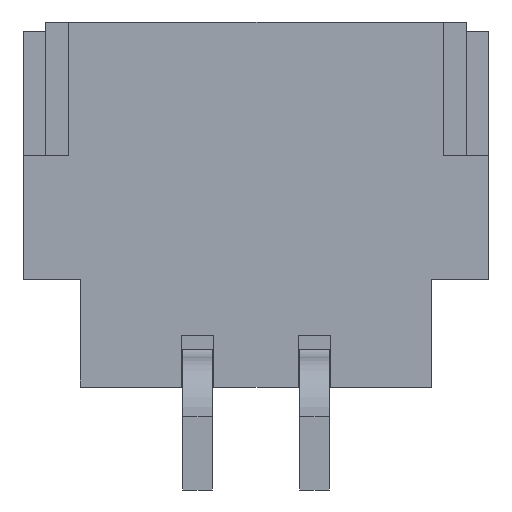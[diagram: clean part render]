
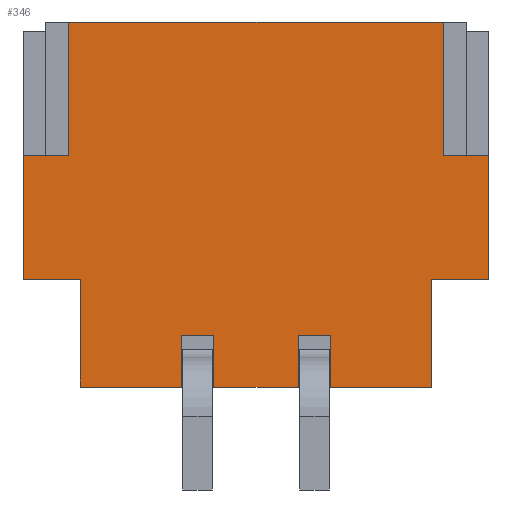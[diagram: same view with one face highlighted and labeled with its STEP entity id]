
A CAD part, front view. The second image highlights one B-rep face of the part: STEP entity #346.
In plain terms, the highlighted planar face has unit normal (0, -1, 0).
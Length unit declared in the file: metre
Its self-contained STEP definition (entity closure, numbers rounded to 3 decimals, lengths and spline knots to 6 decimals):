
#346 = ADVANCED_FACE( '', ( #703 ), #704, .F. );
#703 = FACE_OUTER_BOUND( '', #1080, .T. );
#704 = PLANE( '', #1081 );
#1080 = EDGE_LOOP( '', ( #1964, #1965, #1966, #1967, #1968, #1969, #1970, #1971, #1972, #1973, #1974, #1975, #1976, #1977, #1978, #1979, #1980, #1981, #1982, #1983 ) );
#1081 = AXIS2_PLACEMENT_3D( '', #1984, #1985, #1986 );
#1964 = ORIENTED_EDGE( '', *, *, #2435, .T. );
#1965 = ORIENTED_EDGE( '', *, *, #2489, .F. );
#1966 = ORIENTED_EDGE( '', *, *, #2254, .T. );
#1967 = ORIENTED_EDGE( '', *, *, #2365, .T. );
#1968 = ORIENTED_EDGE( '', *, *, #2529, .T. );
#1969 = ORIENTED_EDGE( '', *, *, #2215, .T. );
#1970 = ORIENTED_EDGE( '', *, *, #2400, .T. );
#1971 = ORIENTED_EDGE( '', *, *, #2467, .T. );
#1972 = ORIENTED_EDGE( '', *, *, #2553, .T. );
#1973 = ORIENTED_EDGE( '', *, *, #2303, .T. );
#1974 = ORIENTED_EDGE( '', *, *, #2373, .F. );
#1975 = ORIENTED_EDGE( '', *, *, #2532, .T. );
#1976 = ORIENTED_EDGE( '', *, *, #2405, .T. );
#1977 = ORIENTED_EDGE( '', *, *, #2554, .F. );
#1978 = ORIENTED_EDGE( '', *, *, #2555, .T. );
#1979 = ORIENTED_EDGE( '', *, *, #2556, .T. );
#1980 = ORIENTED_EDGE( '', *, *, #2286, .T. );
#1981 = ORIENTED_EDGE( '', *, *, #2557, .F. );
#1982 = ORIENTED_EDGE( '', *, *, #2359, .T. );
#1983 = ORIENTED_EDGE( '', *, *, #2225, .T. );
#1984 = CARTESIAN_POINT( '', ( -0.007475, 0., 0.005 ) );
#1985 = DIRECTION( '', ( 0., 1., 0. ) );
#1986 = DIRECTION( '', ( 1., 0., 0. ) );
#2215 = EDGE_CURVE( '', #2648, #2646, #2649, .T. );
#2225 = EDGE_CURVE( 'NONE', #2667, #2665, #2668, .T. );
#2254 = EDGE_CURVE( 'NONE', #2719, #2717, #2720, .T. );
#2286 = EDGE_CURVE( 'NONE', #2770, #2768, #2771, .T. );
#2303 = EDGE_CURVE( '', #2797, #2798, #2799, .T. );
#2359 = EDGE_CURVE( 'NONE', #2891, #2667, #2892, .T. );
#2365 = EDGE_CURVE( 'NONE', #2717, #2898, #2900, .T. );
#2373 = EDGE_CURVE( 'NONE', #2910, #2798, #2911, .T. );
#2400 = EDGE_CURVE( 'NONE', #2646, #2947, #2950, .T. );
#2405 = EDGE_CURVE( '', #2958, #2956, #2959, .T. );
#2435 = EDGE_CURVE( 'NONE', #2665, #3000, #3002, .T. );
#2467 = EDGE_CURVE( 'NONE', #2947, #3048, #3050, .T. );
#2489 = EDGE_CURVE( 'NONE', #2719, #3000, #3081, .T. );
#2529 = EDGE_CURVE( 'NONE', #2898, #2648, #3123, .T. );
#2532 = EDGE_CURVE( 'NONE', #2910, #2958, #3127, .T. );
#2553 = EDGE_CURVE( '', #3048, #2797, #3154, .T. );
#2554 = EDGE_CURVE( 'NONE', #3155, #2956, #3156, .T. );
#2555 = EDGE_CURVE( 'NONE', #3155, #3157, #3158, .T. );
#2556 = EDGE_CURVE( 'NONE', #3157, #2770, #3159, .T. );
#2557 = EDGE_CURVE( 'NONE', #2891, #2768, #3160, .T. );
#2646 = VERTEX_POINT( 'NONE', #3275 );
#2648 = VERTEX_POINT( 'NONE', #3278 );
#2649 = LINE( '', #3279, #3280 );
#2665 = VERTEX_POINT( 'NONE', #3303 );
#2667 = VERTEX_POINT( 'NONE', #3306 );
#2668 = LINE( '', #3307, #3308 );
#2717 = VERTEX_POINT( 'NONE', #3378 );
#2719 = VERTEX_POINT( 'NONE', #3381 );
#2720 = LINE( '', #3382, #3383 );
#2768 = VERTEX_POINT( 'NONE', #3452 );
#2770 = VERTEX_POINT( 'NONE', #3455 );
#2771 = LINE( '', #3456, #3457 );
#2797 = VERTEX_POINT( '', #3495 );
#2798 = VERTEX_POINT( 'NONE', #3496 );
#2799 = LINE( '', #3497, #3498 );
#2891 = VERTEX_POINT( 'NONE', #3627 );
#2892 = LINE( '', #3628, #3629 );
#2898 = VERTEX_POINT( 'NONE', #3638 );
#2900 = LINE( '', #3641, #3642 );
#2910 = VERTEX_POINT( 'NONE', #3656 );
#2911 = LINE( '', #3657, #3658 );
#2947 = VERTEX_POINT( 'NONE', #3710 );
#2950 = LINE( '', #3714, #3715 );
#2956 = VERTEX_POINT( '', #3723 );
#2958 = VERTEX_POINT( '', #3726 );
#2959 = LINE( '', #3727, #3728 );
#3000 = VERTEX_POINT( 'NONE', #3788 );
#3002 = LINE( '', #3791, #3792 );
#3048 = VERTEX_POINT( '', #3855 );
#3050 = LINE( '', #3858, #3859 );
#3081 = LINE( '', #3904, #3905 );
#3123 = LINE( '', #3964, #3965 );
#3127 = LINE( '', #3970, #3971 );
#3154 = LINE( '', #4010, #4011 );
#3155 = VERTEX_POINT( 'NONE', #4012 );
#3156 = LINE( '', #4013, #4014 );
#3157 = VERTEX_POINT( 'NONE', #4015 );
#3158 = LINE( '', #4016, #4017 );
#3159 = LINE( '', #4018, #4019 );
#3160 = LINE( '', #4020, #4021 );
#3275 = CARTESIAN_POINT( '', ( 0.00125, 0., -0.0005 ) );
#3278 = CARTESIAN_POINT( '', ( 0.00125, 0., -0.0028 ) );
#3279 = CARTESIAN_POINT( '', ( 0.00125, 0., -0.0028 ) );
#3280 = VECTOR( '', #4098, 1. );
#3303 = CARTESIAN_POINT( '', ( -0.0034, 0., -0.0028 ) );
#3306 = CARTESIAN_POINT( '', ( -0.0034, 0., -0.0017 ) );
#3307 = CARTESIAN_POINT( '', ( -0.0034, 0., -0.0028 ) );
#3308 = VECTOR( '', #4107, 1. );
#3378 = CARTESIAN_POINT( '', ( -0.0009, 0., -0.0017 ) );
#3381 = CARTESIAN_POINT( '', ( -0.0016, 0., -0.0017 ) );
#3382 = CARTESIAN_POINT( '', ( -0.0016, 0., -0.0017 ) );
#3383 = VECTOR( '', #4130, 1. );
#3452 = CARTESIAN_POINT( '', ( -0.0041, 0., -0.0028 ) );
#3455 = CARTESIAN_POINT( '', ( -0.00625, 0., -0.0028 ) );
#3456 = CARTESIAN_POINT( '', ( -0.007475, 0., -0.0028 ) );
#3457 = VECTOR( '', #4159, 1. );
#3495 = CARTESIAN_POINT( '', ( 0.0015, 0., 0.00215 ) );
#3496 = CARTESIAN_POINT( '', ( 0.0015, 0., 0.005 ) );
#3497 = CARTESIAN_POINT( '', ( 0.0015, 0., 0.005 ) );
#3498 = VECTOR( '', #4172, 1. );
#3627 = CARTESIAN_POINT( '', ( -0.0041, 0., -0.0017 ) );
#3628 = CARTESIAN_POINT( '', ( -0.0041, 0., -0.0017 ) );
#3629 = VECTOR( '', #4234, 1. );
#3638 = CARTESIAN_POINT( '', ( -0.0009, 0., -0.0028 ) );
#3641 = CARTESIAN_POINT( '', ( -0.0009, 0., -0.0028 ) );
#3642 = VECTOR( '', #4239, 1. );
#3656 = CARTESIAN_POINT( '', ( -0.0065, 0., 0.005 ) );
#3657 = CARTESIAN_POINT( '', ( -0.007475, 0., 0.005 ) );
#3658 = VECTOR( '', #4244, 1. );
#3710 = CARTESIAN_POINT( '', ( 0.002475, 0., -0.0005 ) );
#3714 = CARTESIAN_POINT( '', ( 0.002475, 0., -0.0005 ) );
#3715 = VECTOR( '', #4274, 1. );
#3723 = CARTESIAN_POINT( '', ( -0.007475, 0., 0.00215 ) );
#3726 = CARTESIAN_POINT( '', ( -0.0065, 0., 0.00215 ) );
#3727 = CARTESIAN_POINT( '', ( -0.007475, 0., 0.00215 ) );
#3728 = VECTOR( '', #4278, 1. );
#3788 = CARTESIAN_POINT( '', ( -0.0016, 0., -0.0028 ) );
#3791 = CARTESIAN_POINT( '', ( -0.007475, 0., -0.0028 ) );
#3792 = VECTOR( '', #4302, 1. );
#3855 = CARTESIAN_POINT( '', ( 0.002475, 0., 0.00215 ) );
#3858 = CARTESIAN_POINT( '', ( 0.002475, 0., 0.005 ) );
#3859 = VECTOR( '', #4336, 1. );
#3904 = CARTESIAN_POINT( '', ( -0.0016, 0., -0.0028 ) );
#3905 = VECTOR( '', #4354, 1. );
#3964 = CARTESIAN_POINT( '', ( -0.012475, 0., -0.0028 ) );
#3965 = VECTOR( '', #4387, 1. );
#3970 = CARTESIAN_POINT( '', ( -0.0065, 0., 0.005 ) );
#3971 = VECTOR( '', #4389, 1. );
#4010 = CARTESIAN_POINT( '', ( 0.002475, 0., 0.00215 ) );
#4011 = VECTOR( '', #4402, 1. );
#4012 = CARTESIAN_POINT( '', ( -0.007475, 0., -0.0005 ) );
#4013 = CARTESIAN_POINT( '', ( -0.007475, 0., 0.005 ) );
#4014 = VECTOR( '', #4403, 1. );
#4015 = CARTESIAN_POINT( '', ( -0.00625, 0., -0.0005 ) );
#4016 = CARTESIAN_POINT( '', ( -0.007475, 0., -0.0005 ) );
#4017 = VECTOR( '', #4404, 1. );
#4018 = CARTESIAN_POINT( '', ( -0.00625, 0., -0.0028 ) );
#4019 = VECTOR( '', #4405, 1. );
#4020 = CARTESIAN_POINT( '', ( -0.0041, 0., -0.0028 ) );
#4021 = VECTOR( '', #4406, 1. );
#4098 = DIRECTION( '', ( 0., 0., 1. ) );
#4107 = DIRECTION( '', ( 0., 0., -1. ) );
#4130 = DIRECTION( '', ( 1., 0., 0. ) );
#4159 = DIRECTION( '', ( 1., 0., 0. ) );
#4172 = DIRECTION( '', ( 0., 0., 1. ) );
#4234 = DIRECTION( '', ( 1., 0., 0. ) );
#4239 = DIRECTION( '', ( 0., 0., -1. ) );
#4244 = DIRECTION( '', ( 1., 0., 0. ) );
#4274 = DIRECTION( '', ( 1., 0., 0. ) );
#4278 = DIRECTION( '', ( -1., 0., 0. ) );
#4302 = DIRECTION( '', ( 1., 0., 0. ) );
#4336 = DIRECTION( '', ( 0., 0., 1. ) );
#4354 = DIRECTION( '', ( 0., 0., -1. ) );
#4387 = DIRECTION( '', ( 1., 0., 0. ) );
#4389 = DIRECTION( '', ( 0., 0., -1. ) );
#4402 = DIRECTION( '', ( -1., 0., 0. ) );
#4403 = DIRECTION( '', ( 0., 0., 1. ) );
#4404 = DIRECTION( '', ( 1., 0., 0. ) );
#4405 = DIRECTION( '', ( 0., 0., -1. ) );
#4406 = DIRECTION( '', ( 0., 0., -1. ) );
